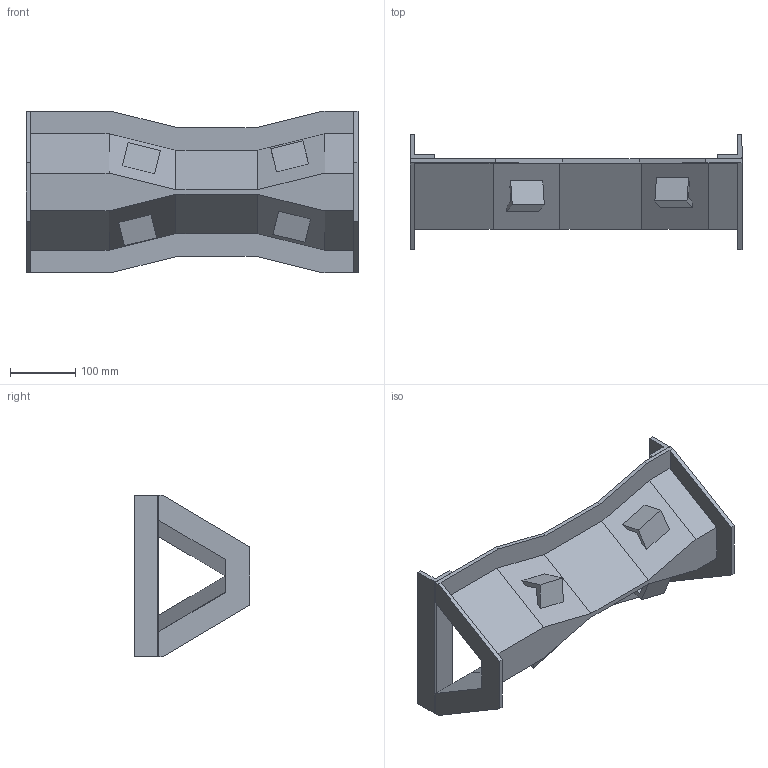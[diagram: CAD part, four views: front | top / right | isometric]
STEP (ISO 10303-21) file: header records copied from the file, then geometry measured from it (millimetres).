
FILE_DESCRIPTION (( 'STEP AP214' ), '1' );
FILE_NAME ('Small Trap Flume no options.STEP', '2020-12-03T14:58:52', ( '' ), ( '' ), 'SwSTEP 2.0', 'SolidWorks 2020', '' );
FILE_SCHEMA (( 'AUTOMOTIVE_DESIGN' ));
Length unit declared in the file: inch
Products named in the file (5): Sm Trap Spreader Bar_Default<As Machined>; Small Trap Flume no options; Sm Trap Flume; Angle bracket; Sm Trap Staff Gauge_ENGLISH STAFF GAUGE
Assembly tree (7 placements, depth 2):
  Small Trap Flume no options
    Sm Trap Flume
    Sm Trap Staff Gauge_ENGLISH STAFF GAUGE
    Sm Trap Spreader Bar_Default<As Machined>
    Angle bracket  x4
Bounding box: 510.38 x 177.8 x 247.65 mm (x, y, z)
Volume: 1552919.5 mm3; surface area: 525002.3 mm2
Topology: 8 solids, 8 shells, 105 faces, 259 edges, 170 vertices
Faces by surface type: plane 101, cylinder 4
Entity records: 3045 total; most frequent: CARTESIAN_POINT 430, ORIENTED_EDGE 410, DIRECTION 395, EDGE_CURVE 205, LINE 197, VECTOR 197, VERTEX_POINT 134, AXIS2_PLACEMENT_3D 99
